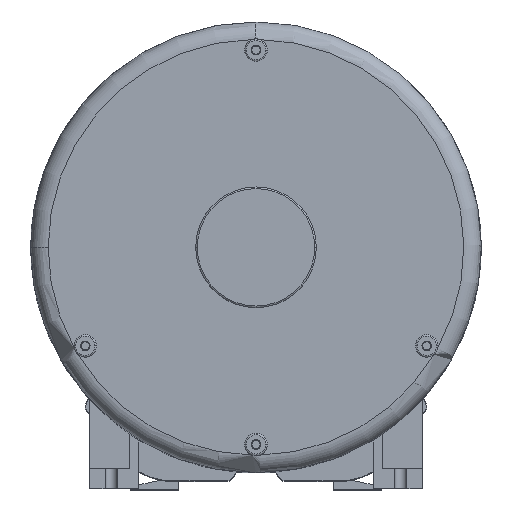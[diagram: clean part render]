
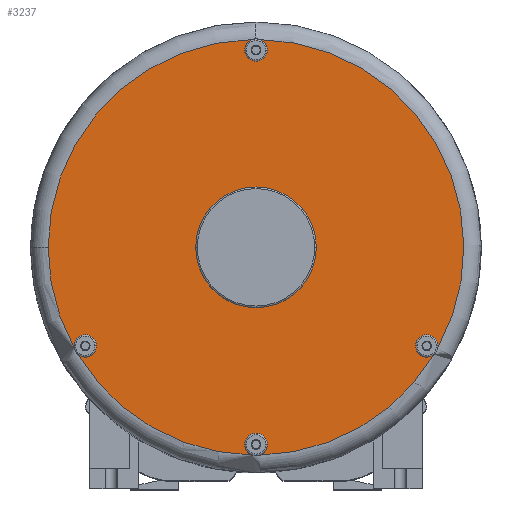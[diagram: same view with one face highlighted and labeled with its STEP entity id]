
A CAD part, top view. The second image highlights one B-rep face of the part: STEP entity #3237.
In plain terms, the highlighted face is planar.
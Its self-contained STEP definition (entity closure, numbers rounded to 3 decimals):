
#1126=CARTESIAN_POINT('',(-228.5,0.,0.));
#1127=DIRECTION('',(-1.,0.,0.));
#1128=DIRECTION('',(0.,-0.484,0.875));
#1129=AXIS2_PLACEMENT_3D('',#1126,#1127,#1128);
#1136=CARTESIAN_POINT('',(-228.5,258.208,-4.64));
#1148=CARTESIAN_POINT('',(-228.5,258.208,4.64));
#1150=CARTESIAN_POINT('',(-228.5,245.,0.));
#1151=DIRECTION('',(-1.,0.,0.));
#1152=DIRECTION('',(0.,0.,1.));
#1153=AXIS2_PLACEMENT_3D('',#1150,#1151,#1152);
#1164=CARTESIAN_POINT('',(-228.5,245.,0.));
#1165=DIRECTION('',(-1.,0.,0.));
#1166=DIRECTION('',(0.,0.943,-0.332));
#1167=AXIS2_PLACEMENT_3D('',#1164,#1165,#1166);
#1169=CARTESIAN_POINT('',(-228.5,0.,0.));
#1170=DIRECTION('',(-1.,0.,0.));
#1171=DIRECTION('',(0.,-1.,0.018));
#1172=AXIS2_PLACEMENT_3D('',#1169,#1170,#1171);
#1174=CARTESIAN_POINT('',(-228.5,0.,0.));
#1175=DIRECTION('',(-1.,0.,0.));
#1176=DIRECTION('',(0.,-0.515,-0.857));
#1177=AXIS2_PLACEMENT_3D('',#1174,#1175,#1176);
#1179=CARTESIAN_POINT('',(-228.5,0.,0.));
#1180=DIRECTION('',(-1.,0.,0.));
#1181=DIRECTION('',(0.,0.,-1.));
#1182=AXIS2_PLACEMENT_3D('',#1179,#1180,#1181);
#1184=CARTESIAN_POINT('',(-228.5,0.,0.));
#1185=DIRECTION('',(-1.,0.,0.));
#1186=DIRECTION('',(0.,1.,-0.018));
#1187=AXIS2_PLACEMENT_3D('',#1184,#1185,#1186);
#1366=CARTESIAN_POINT('',(-228.5,0.,0.));
#1367=DIRECTION('',(-1.,0.,0.));
#1368=DIRECTION('',(0.,0.,1.));
#1369=AXIS2_PLACEMENT_3D('',#1366,#1367,#1368);
#1380=CARTESIAN_POINT('',(-228.5,0.,0.));
#1381=DIRECTION('',(-1.,0.,0.));
#1382=DIRECTION('',(0.,0.,-1.));
#1383=AXIS2_PLACEMENT_3D('',#1380,#1381,#1382);
#1404=CARTESIAN_POINT('',(-228.5,-122.5,212.176));
#1405=DIRECTION('',(-1.,0.,0.));
#1406=DIRECTION('',(0.,0.,1.));
#1407=AXIS2_PLACEMENT_3D('',#1404,#1405,#1406);
#1413=CARTESIAN_POINT('',(-228.5,-122.5,212.176));
#1414=DIRECTION('',(-1.,0.,0.));
#1415=DIRECTION('',(0.,0.,-1.));
#1416=AXIS2_PLACEMENT_3D('',#1413,#1414,#1415);
#1427=CARTESIAN_POINT('',(-228.5,-122.5,212.176));
#1428=DIRECTION('',(-1.,0.,0.));
#1429=DIRECTION('',(0.,-0.185,0.983));
#1430=AXIS2_PLACEMENT_3D('',#1427,#1428,#1429);
#1447=CARTESIAN_POINT('',(-228.5,-245.,0.));
#1448=DIRECTION('',(-1.,0.,0.));
#1449=DIRECTION('',(0.,0.,1.));
#1450=AXIS2_PLACEMENT_3D('',#1447,#1448,#1449);
#1456=CARTESIAN_POINT('',(-228.5,-245.,0.));
#1457=DIRECTION('',(-1.,0.,0.));
#1458=DIRECTION('',(0.,0.,-1.));
#1459=AXIS2_PLACEMENT_3D('',#1456,#1457,#1458);
#1470=CARTESIAN_POINT('',(-228.5,-245.,0.));
#1471=DIRECTION('',(-1.,0.,0.));
#1472=DIRECTION('',(0.,-0.943,0.332));
#1473=AXIS2_PLACEMENT_3D('',#1470,#1471,#1472);
#1490=CARTESIAN_POINT('',(-228.5,-122.5,-212.176));
#1491=DIRECTION('',(-1.,0.,0.));
#1492=DIRECTION('',(0.,0.,1.));
#1493=AXIS2_PLACEMENT_3D('',#1490,#1491,#1492);
#1499=CARTESIAN_POINT('',(-228.5,-122.5,-212.176));
#1500=DIRECTION('',(-1.,0.,0.));
#1501=DIRECTION('',(0.,0.,-1.));
#1502=AXIS2_PLACEMENT_3D('',#1499,#1500,#1501);
#1513=CARTESIAN_POINT('',(-228.5,-122.5,-212.176));
#1514=DIRECTION('',(-1.,0.,0.));
#1515=DIRECTION('',(0.,-0.759,-0.651));
#1516=AXIS2_PLACEMENT_3D('',#1513,#1514,#1515);
#1533=CARTESIAN_POINT('',(-228.5,245.,0.));
#1534=DIRECTION('',(-1.,0.,0.));
#1535=DIRECTION('',(0.,0.,-1.));
#1536=AXIS2_PLACEMENT_3D('',#1533,#1534,#1535);
#2142=CARTESIAN_POINT('',(-228.5,0.,75.));
#2143=CARTESIAN_POINT('',(-228.5,0.,-75.));
#2144=VERTEX_POINT('',#2142);
#2145=VERTEX_POINT('',#2143);
#2146=CARTESIAN_POINT('',(-228.5,245.,-14.));
#2147=CARTESIAN_POINT('',(-228.5,245.,14.));
#2148=VERTEX_POINT('',#2146);
#2149=VERTEX_POINT('',#2147);
#2150=CARTESIAN_POINT('',(-228.5,-122.5,226.176));
#2151=CARTESIAN_POINT('',(-228.5,-122.5,198.176));
#2152=VERTEX_POINT('',#2150);
#2153=VERTEX_POINT('',#2151);
#2154=CARTESIAN_POINT('',(-228.5,-245.,14.));
#2155=CARTESIAN_POINT('',(-228.5,-245.,-14.));
#2156=VERTEX_POINT('',#2154);
#2157=VERTEX_POINT('',#2155);
#2158=CARTESIAN_POINT('',(-228.5,-122.5,-198.176));
#2159=CARTESIAN_POINT('',(-228.5,-122.5,-226.176));
#2160=VERTEX_POINT('',#2158);
#2161=VERTEX_POINT('',#2159);
#2182=CARTESIAN_POINT('',(-228.5,-258.208,4.641));
#2183=CARTESIAN_POINT('',(-228.5,-133.124,221.294));
#2184=VERTEX_POINT('',#2182);
#2185=VERTEX_POINT('',#2183);
#2186=CARTESIAN_POINT('',(-228.5,-133.124,-221.294));
#2187=CARTESIAN_POINT('',(-228.5,-258.208,-4.641));
#2188=VERTEX_POINT('',#2186);
#2189=VERTEX_POINT('',#2187);
#2190=CARTESIAN_POINT('',(-228.5,0.,-258.25));
#2191=CARTESIAN_POINT('',(-228.5,-125.085,-225.936));
#2192=VERTEX_POINT('',#2190);
#2193=VERTEX_POINT('',#2191);
#2194=VERTEX_POINT('',#1136);
#2197=VERTEX_POINT('',#1148);
#2200=CARTESIAN_POINT('',(-228.5,-125.085,225.936));
#2201=VERTEX_POINT('',#2200);
#3197=CARTESIAN_POINT('',(-228.5,0.,0.));
#3198=DIRECTION('',(-1.,0.,0.));
#3199=DIRECTION('',(0.,0.,1.));
#3200=AXIS2_PLACEMENT_3D('',#3197,#3198,#3199);
#3201=PLANE('',#3200);
#3202=ORIENTED_EDGE('',*,*,#3100,.F.);
#3204=ORIENTED_EDGE('',*,*,#3203,.T.);
#3206=ORIENTED_EDGE('',*,*,#3205,.T.);
#3208=ORIENTED_EDGE('',*,*,#3207,.T.);
#3209=ORIENTED_EDGE('',*,*,#3096,.F.);
#3211=ORIENTED_EDGE('',*,*,#3210,.T.);
#3213=ORIENTED_EDGE('',*,*,#3212,.T.);
#3215=ORIENTED_EDGE('',*,*,#3214,.T.);
#3216=ORIENTED_EDGE('',*,*,#3092,.F.);
#3217=ORIENTED_EDGE('',*,*,#3122,.F.);
#3218=ORIENTED_EDGE('',*,*,#3144,.T.);
#3220=ORIENTED_EDGE('',*,*,#3219,.T.);
#3221=ORIENTED_EDGE('',*,*,#3136,.T.);
#3222=ORIENTED_EDGE('',*,*,#3104,.F.);
#3224=ORIENTED_EDGE('',*,*,#3223,.T.);
#3226=ORIENTED_EDGE('',*,*,#3225,.T.);
#3228=ORIENTED_EDGE('',*,*,#3227,.T.);
#3229=EDGE_LOOP('',(#3202,#3204,#3206,#3208,#3209,#3211,#3213,#3215,#3216,#3217,
#3218,#3220,#3221,#3222,#3224,#3226,#3228));
#3230=FACE_OUTER_BOUND('',#3229,.F.);
#3232=ORIENTED_EDGE('',*,*,#3231,.T.);
#3234=ORIENTED_EDGE('',*,*,#3233,.T.);
#3235=EDGE_LOOP('',(#3232,#3234));
#3236=FACE_BOUND('',#3235,.F.);
#3237=ADVANCED_FACE('',(#3230,#3236),#3201,.T.);
#1130=CIRCLE('',#1129,258.25);
#1154=CIRCLE('',#1153,14.);
#1168=CIRCLE('',#1167,14.);
#1173=CIRCLE('',#1172,258.25);
#1178=CIRCLE('',#1177,258.25);
#1183=CIRCLE('',#1182,258.25);
#1188=CIRCLE('',#1187,258.25);
#1370=CIRCLE('',#1369,75.);
#1384=CIRCLE('',#1383,75.);
#1408=CIRCLE('',#1407,14.);
#1417=CIRCLE('',#1416,14.);
#1431=CIRCLE('',#1430,14.);
#1451=CIRCLE('',#1450,14.);
#1460=CIRCLE('',#1459,14.);
#1474=CIRCLE('',#1473,14.);
#1494=CIRCLE('',#1493,14.);
#1503=CIRCLE('',#1502,14.);
#1517=CIRCLE('',#1516,14.);
#1537=CIRCLE('',#1536,14.);
#3092=EDGE_CURVE('',#2192,#2193,#1183,.T.);
#3096=EDGE_CURVE('',#2188,#2189,#1178,.T.);
#3100=EDGE_CURVE('',#2184,#2185,#1173,.T.);
#3104=EDGE_CURVE('',#2201,#2197,#1130,.T.);
#3122=EDGE_CURVE('',#2194,#2192,#1188,.T.);
#3136=EDGE_CURVE('',#2149,#2197,#1154,.T.);
#3144=EDGE_CURVE('',#2194,#2148,#1168,.T.);
#3203=EDGE_CURVE('',#2184,#2156,#1474,.T.);
#3205=EDGE_CURVE('',#2156,#2157,#1451,.T.);
#3207=EDGE_CURVE('',#2157,#2189,#1460,.T.);
#3210=EDGE_CURVE('',#2188,#2160,#1517,.T.);
#3212=EDGE_CURVE('',#2160,#2161,#1494,.T.);
#3214=EDGE_CURVE('',#2161,#2193,#1503,.T.);
#3219=EDGE_CURVE('',#2148,#2149,#1537,.T.);
#3223=EDGE_CURVE('',#2201,#2152,#1431,.T.);
#3225=EDGE_CURVE('',#2152,#2153,#1408,.T.);
#3227=EDGE_CURVE('',#2153,#2185,#1417,.T.);
#3231=EDGE_CURVE('',#2144,#2145,#1370,.T.);
#3233=EDGE_CURVE('',#2145,#2144,#1384,.T.);
